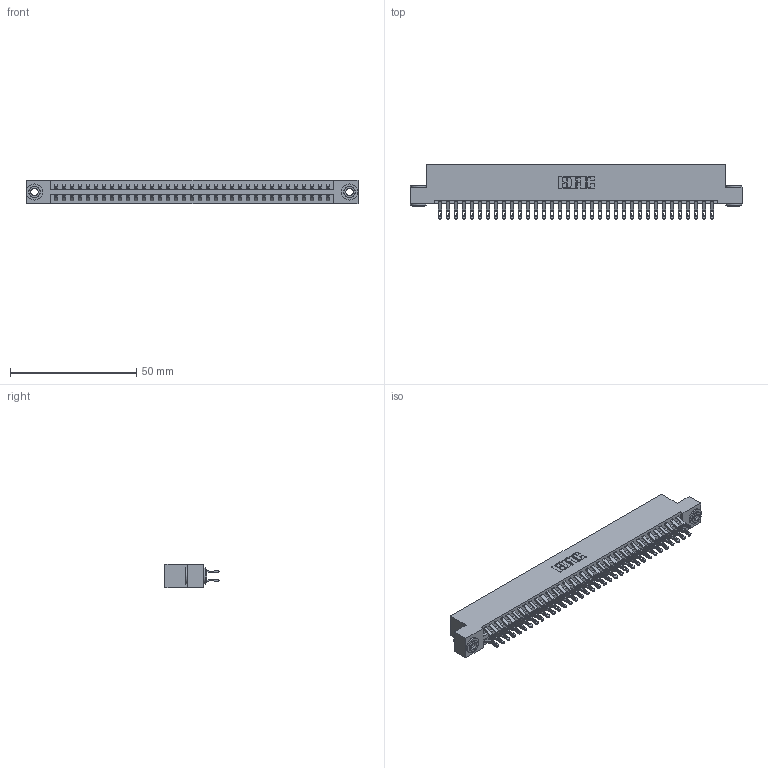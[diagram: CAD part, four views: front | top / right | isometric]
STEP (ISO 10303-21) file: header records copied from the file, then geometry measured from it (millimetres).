
FILE_DESCRIPTION (( 'STEP AP203' ), '1' );
FILE_NAME ('346-070-555-203.STEP', '2018-08-28T23:34:32', ( '' ), ( '' ), 'SwSTEP 2.0', 'SolidWorks 2016', '' );
FILE_SCHEMA (( 'CONFIG_CONTROL_DESIGN' ));
Length unit declared in the file: inch
Products named in the file (4): 346 Part_Flush Mounting Lugs - 0.156 Dia-TH; 345-292-001_555 Tail; 345-250-002_345-250-002-102; 346-070-555-203
Assembly tree (73 placements, depth 2):
  346-070-555-203
    346 Part_Flush Mounting Lugs - 0.156 Dia-TH
    345-292-001_555 Tail  x70
    345-250-002_345-250-002-102  x2
Bounding box: 131.7 x 21.46 x 9.4 mm (x, y, z)
Volume: 13010.4 mm3; surface area: 18711.5 mm2
Topology: 73 solids, 73 shells, 4220 faces, 13215 edges, 8806 vertices
Faces by surface type: plane 2396, cylinder 1816, cone 8
Entity records: 24760 total; most frequent: CARTESIAN_POINT 4101, ORIENTED_EDGE 3998, DIRECTION 3665, EDGE_CURVE 1999, LINE 1683, VECTOR 1683, VERTEX_POINT 1330, AXIS2_PLACEMENT_3D 991
